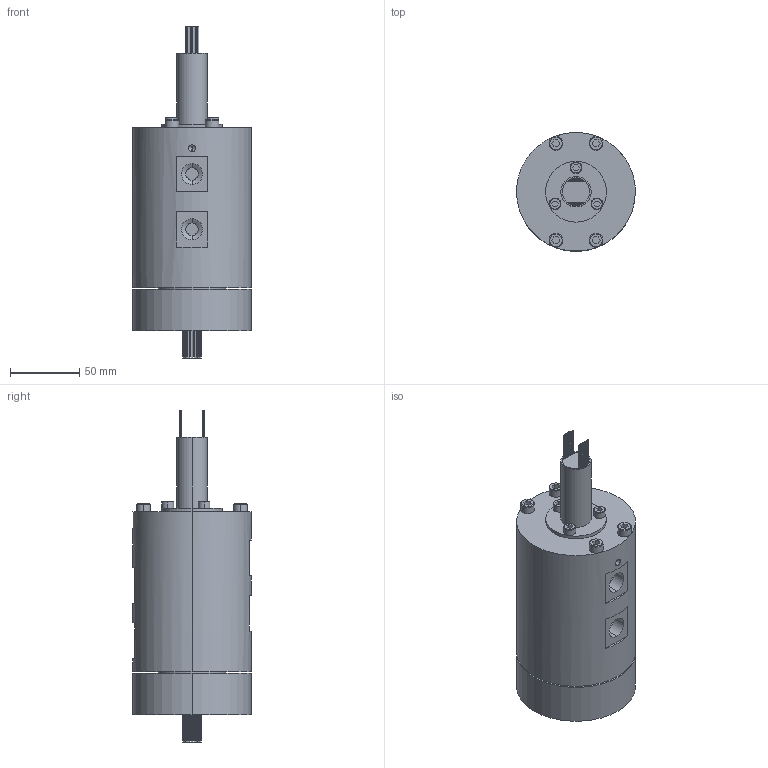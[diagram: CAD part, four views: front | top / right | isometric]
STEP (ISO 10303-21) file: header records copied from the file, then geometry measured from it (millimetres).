
FILE_DESCRIPTION (( 'STEP AP203' ), '1' );
FILE_NAME ('RKD43S-S36.STEP', '2020-11-21T05:38:50', ( '微软用户' ), ( '微软中国' ), 'SwSTEP 2.0', 'SolidWorks 2014', '' );
FILE_SCHEMA (( 'CONFIG_CONTROL_DESIGN' ));
Length unit declared in the file: millimetre
Products named in the file (1): RKD43S-S36
Bounding box: 86 x 86 x 240.5 mm (x, y, z)
Volume: 853751.4 mm3; surface area: 74803.1 mm2
Topology: 1 solids, 2 shells, 425 faces, 902 edges, 576 vertices
Faces by surface type: cylinder 220, plane 163, cone 42
Entity records: 11913 total; most frequent: CARTESIAN_POINT 2292, DIRECTION 2188, ORIENTED_EDGE 1780, EDGE_CURVE 890, AXIS2_PLACEMENT_3D 888, VERTEX_POINT 576, EDGE_LOOP 532, CIRCLE 462
